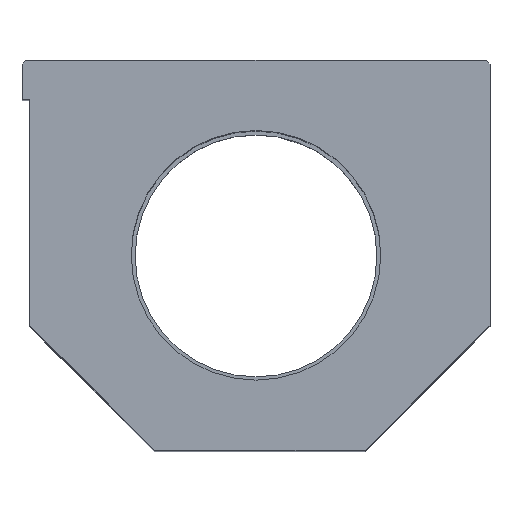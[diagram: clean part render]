
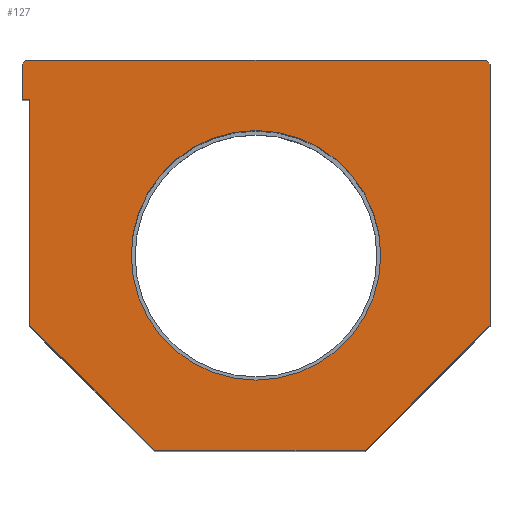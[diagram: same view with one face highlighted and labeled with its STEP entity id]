
A CAD part, top view. The second image highlights one B-rep face of the part: STEP entity #127.
In plain terms, the highlighted planar face has unit normal (0, 0, 1).
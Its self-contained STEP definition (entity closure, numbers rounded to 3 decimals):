
#127 = ADVANCED_FACE( '', ( #294, #295 ), #296, .T. );
#294 = FACE_OUTER_BOUND( '', #497, .T. );
#295 = FACE_BOUND( '', #498, .T. );
#296 = PLANE( '', #499 );
#497 = EDGE_LOOP( '', ( #794, #795, #796, #797, #798, #799, #800, #801, #802, #803 ) );
#498 = EDGE_LOOP( '', ( #804 ) );
#499 = AXIS2_PLACEMENT_3D( '', #805, #806, #807 );
#794 = ORIENTED_EDGE( '', *, *, #1113, .T. );
#795 = ORIENTED_EDGE( '', *, *, #1114, .T. );
#796 = ORIENTED_EDGE( '', *, *, #1115, .T. );
#797 = ORIENTED_EDGE( '', *, *, #1116, .T. );
#798 = ORIENTED_EDGE( '', *, *, #1045, .T. );
#799 = ORIENTED_EDGE( '', *, *, #1066, .T. );
#800 = ORIENTED_EDGE( '', *, *, #1117, .T. );
#801 = ORIENTED_EDGE( '', *, *, #1093, .T. );
#802 = ORIENTED_EDGE( '', *, *, #1053, .T. );
#803 = ORIENTED_EDGE( '', *, *, #1102, .T. );
#804 = ORIENTED_EDGE( '', *, *, #1118, .T. );
#805 = CARTESIAN_POINT( '', ( 0., 0., 104. ) );
#806 = DIRECTION( '', ( 0., 0., 1. ) );
#807 = DIRECTION( '', ( 1., 0., 0. ) );
#1045 = EDGE_CURVE( '', #1224, #1222, #1225, .T. );
#1053 = EDGE_CURVE( '', #1238, #1236, #1239, .T. );
#1066 = EDGE_CURVE( '', #1222, #1257, #1259, .T. );
#1093 = EDGE_CURVE( '', #1298, #1238, #1299, .T. );
#1102 = EDGE_CURVE( '', #1236, #1310, #1312, .T. );
#1113 = EDGE_CURVE( '', #1310, #1328, #1329, .T. );
#1114 = EDGE_CURVE( '', #1328, #1330, #1331, .T. );
#1115 = EDGE_CURVE( '', #1330, #1332, #1333, .T. );
#1116 = EDGE_CURVE( '', #1332, #1224, #1334, .T. );
#1117 = EDGE_CURVE( '', #1257, #1298, #1335, .T. );
#1118 = EDGE_CURVE( '', #1336, #1336, #1337, .T. );
#1222 = VERTEX_POINT( '', #1518 );
#1224 = VERTEX_POINT( '', #1521 );
#1225 = LINE( '', #1522, #1523 );
#1236 = VERTEX_POINT( '', #1536 );
#1238 = VERTEX_POINT( '', #1539 );
#1239 = LINE( '', #1540, #1541 );
#1257 = VERTEX_POINT( '', #1564 );
#1259 = LINE( '', #1567, #1568 );
#1298 = VERTEX_POINT( '', #1614 );
#1299 = LINE( '', #1615, #1616 );
#1310 = VERTEX_POINT( '', #1632 );
#1312 = LINE( '', #1635, #1636 );
#1328 = VERTEX_POINT( '', #1657 );
#1329 = LINE( '', #1658, #1659 );
#1330 = VERTEX_POINT( '', #1660 );
#1331 = LINE( '', #1661, #1662 );
#1332 = VERTEX_POINT( '', #1663 );
#1333 = LINE( '', #1664, #1665 );
#1334 = LINE( '', #1666, #1667 );
#1335 = LINE( '', #1668, #1669 );
#1336 = VERTEX_POINT( '', #1670 );
#1337 = CIRCLE( '', #1671, 16. );
#1518 = CARTESIAN_POINT( '', ( -13., 0., 104. ) );
#1521 = CARTESIAN_POINT( '', ( -29., 16., 104. ) );
#1522 = CARTESIAN_POINT( '', ( -29., 16., 104. ) );
#1523 = VECTOR( '', #1791, 1000. );
#1536 = CARTESIAN_POINT( '', ( 29.5, 50., 104. ) );
#1539 = CARTESIAN_POINT( '', ( 30., 49.5, 104. ) );
#1540 = CARTESIAN_POINT( '', ( 30., 49.5, 104. ) );
#1541 = VECTOR( '', #1801, 1000. );
#1564 = CARTESIAN_POINT( '', ( 14., 0., 104. ) );
#1567 = CARTESIAN_POINT( '', ( -13., 0., 104. ) );
#1568 = VECTOR( '', #1817, 1000. );
#1614 = CARTESIAN_POINT( '', ( 30., 16., 104. ) );
#1615 = CARTESIAN_POINT( '', ( 30., 16., 104. ) );
#1616 = VECTOR( '', #1849, 1000. );
#1632 = CARTESIAN_POINT( '', ( -29.5, 50., 104. ) );
#1635 = CARTESIAN_POINT( '', ( 29.5, 50., 104. ) );
#1636 = VECTOR( '', #1859, 1000. );
#1657 = CARTESIAN_POINT( '', ( -30., 49.5, 104. ) );
#1658 = CARTESIAN_POINT( '', ( -29.5, 50., 104. ) );
#1659 = VECTOR( '', #1871, 1000. );
#1660 = CARTESIAN_POINT( '', ( -30., 45., 104. ) );
#1661 = CARTESIAN_POINT( '', ( -30., 49.5, 104. ) );
#1662 = VECTOR( '', #1872, 1000. );
#1663 = CARTESIAN_POINT( '', ( -29., 45., 104. ) );
#1664 = CARTESIAN_POINT( '', ( -30., 45., 104. ) );
#1665 = VECTOR( '', #1873, 1000. );
#1666 = CARTESIAN_POINT( '', ( -29., 45., 104. ) );
#1667 = VECTOR( '', #1874, 1000. );
#1668 = CARTESIAN_POINT( '', ( 14., 0., 104. ) );
#1669 = VECTOR( '', #1875, 1000. );
#1670 = CARTESIAN_POINT( '', ( -16., 25., 104. ) );
#1671 = AXIS2_PLACEMENT_3D( '', #1876, #1877, #1878 );
#1791 = DIRECTION( '', ( 0.707, -0.707, 0. ) );
#1801 = DIRECTION( '', ( -0.707, 0.707, 0. ) );
#1817 = DIRECTION( '', ( 1., 0., 0. ) );
#1849 = DIRECTION( '', ( 0., 1., 0. ) );
#1859 = DIRECTION( '', ( -1., 0., 0. ) );
#1871 = DIRECTION( '', ( -0.707, -0.707, 0. ) );
#1872 = DIRECTION( '', ( 0., -1., 0. ) );
#1873 = DIRECTION( '', ( 1., 0., 0. ) );
#1874 = DIRECTION( '', ( 0., -1., 0. ) );
#1875 = DIRECTION( '', ( 0.707, 0.707, 0. ) );
#1876 = CARTESIAN_POINT( '', ( 0., 25., 104. ) );
#1877 = DIRECTION( '', ( 0., 0., -1. ) );
#1878 = DIRECTION( '', ( -1., 0., 0. ) );
